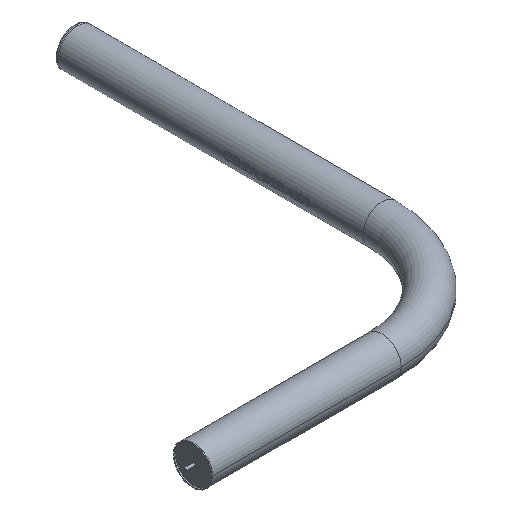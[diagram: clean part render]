
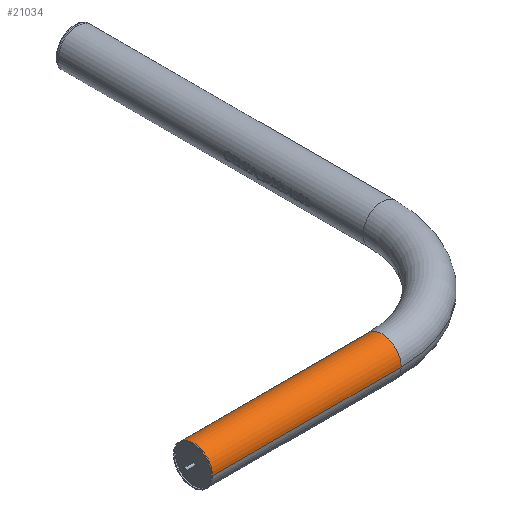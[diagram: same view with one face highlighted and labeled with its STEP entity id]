
A CAD part, isometric view. The second image highlights one B-rep face of the part: STEP entity #21034.
In plain terms, the highlighted cylindrical face has radius 12.7 mm (diameter 25.4 mm), a partial arc.
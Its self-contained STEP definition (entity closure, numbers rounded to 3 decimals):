
#31 = AXIS2_PLACEMENT_3D ( 'NONE', #8508, #8396, #11677 ) ;
#433 = EDGE_LOOP ( 'NONE', ( #16746, #9360, #16080, #14656 ) ) ;
#1234 = CARTESIAN_POINT ( 'NONE',  ( 24.984, -140.169, 0. ) ) ;
#1542 = CYLINDRICAL_SURFACE ( 'NONE', #5188, 12.7 ) ;
#1810 = CARTESIAN_POINT ( 'NONE',  ( 24.984, -152.869, 0. ) ) ;
#1971 = EDGE_CURVE ( 'NONE', #3120, #16632, #14900, .T. ) ;
#3028 = VERTEX_POINT ( 'NONE', #18721 ) ;
#3032 = EDGE_CURVE ( 'NONE', #3120, #13947, #15812, .T. ) ;
#3120 = VERTEX_POINT ( 'NONE', #1810 ) ;
#3911 = VECTOR ( 'NONE', #8218, 1000. ) ;
#4181 = CIRCLE ( 'NONE', #18204, 12.7 ) ;
#4642 = DIRECTION ( 'NONE',  ( -1., 0., 0. ) ) ;
#5188 = AXIS2_PLACEMENT_3D ( 'NONE', #1234, #4642, #11426 ) ;
#6480 = CARTESIAN_POINT ( 'NONE',  ( 24.984, -152.869, 0. ) ) ;
#7292 = DIRECTION ( 'NONE',  ( -1., 0., 0. ) ) ;
#7405 = LINE ( 'NONE', #17479, #17210 ) ;
#7836 = DIRECTION ( 'NONE',  ( -1., 0., 0. ) ) ;
#8218 = DIRECTION ( 'NONE',  ( -1., 0., 0. ) ) ;
#8396 = DIRECTION ( 'NONE',  ( -1., 0., 0. ) ) ;
#8508 = CARTESIAN_POINT ( 'NONE',  ( 24.984, -140.169, 0. ) ) ;
#9360 = ORIENTED_EDGE ( 'NONE', *, *, #14433, .T. ) ;
#10254 = CARTESIAN_POINT ( 'NONE',  ( 24.984, -127.469, 0. ) ) ;
#11426 = DIRECTION ( 'NONE',  ( 0., -1., 0. ) ) ;
#11677 = DIRECTION ( 'NONE',  ( 0., 0., -1. ) ) ;
#12704 = CARTESIAN_POINT ( 'NONE',  ( -101.184, -152.869, 0. ) ) ;
#12970 = EDGE_CURVE ( 'NONE', #16632, #3028, #4181, .T. ) ;
#13947 = VERTEX_POINT ( 'NONE', #10254 ) ;
#14433 = EDGE_CURVE ( 'NONE', #13947, #3028, #7405, .T. ) ;
#14656 = ORIENTED_EDGE ( 'NONE', *, *, #1971, .F. ) ;
#14900 = LINE ( 'NONE', #6480, #3911 ) ;
#15812 = CIRCLE ( 'NONE', #31, 12.7 ) ;
#16080 = ORIENTED_EDGE ( 'NONE', *, *, #12970, .F. ) ;
#16361 = CARTESIAN_POINT ( 'NONE',  ( -101.184, -140.169, 0. ) ) ;
#16632 = VERTEX_POINT ( 'NONE', #12704 ) ;
#16746 = ORIENTED_EDGE ( 'NONE', *, *, #3032, .T. ) ;
#17210 = VECTOR ( 'NONE', #7292, 1000. ) ;
#17479 = CARTESIAN_POINT ( 'NONE',  ( 24.984, -127.469, 0. ) ) ;
#17919 = DIRECTION ( 'NONE',  ( 0., 0., -1. ) ) ;
#18204 = AXIS2_PLACEMENT_3D ( 'NONE', #16361, #7836, #17919 ) ;
#18234 = FACE_OUTER_BOUND ( 'NONE', #433, .T. ) ;
#18721 = CARTESIAN_POINT ( 'NONE',  ( -101.184, -127.469, 0. ) ) ;
#21034 = ADVANCED_FACE ( 'NONE', ( #18234 ), #1542, .T. ) ;
